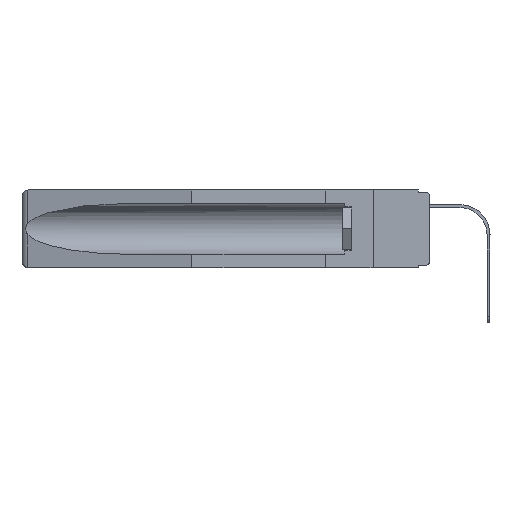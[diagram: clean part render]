
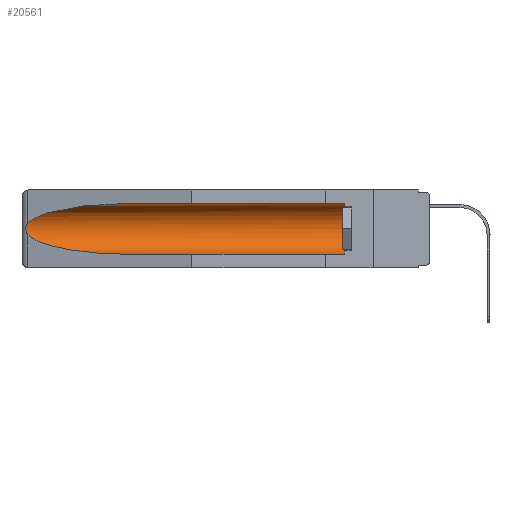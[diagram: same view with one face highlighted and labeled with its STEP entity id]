
A CAD part, left-side view. The second image highlights one B-rep face of the part: STEP entity #20561.
In plain terms, the highlighted cylindrical face has radius 2.857 mm (diameter 5.715 mm), a partial arc.
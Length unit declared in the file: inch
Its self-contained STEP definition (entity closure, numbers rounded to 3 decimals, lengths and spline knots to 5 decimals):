
#420 = ORIENTED_EDGE ( 'NONE', *, *, #20051, .T. ) ;
#882 = CARTESIAN_POINT ( 'NONE',  ( 0.155, 1.07973, -0.059 ) ) ;
#1194 = ORIENTED_EDGE ( 'NONE', *, *, #8837, .T. ) ;
#1784 = CARTESIAN_POINT ( 'NONE',  ( 0.155, 0.126, -0.1715 ) ) ;
#1894 = LINE ( 'NONE', #5489, #21809 ) ;
#2359 = EDGE_CURVE ( 'NONE', #9501, #6300, #21901, .T. ) ;
#3129 = DIRECTION ( 'NONE',  ( 0., 1., 0. ) ) ;
#3194 = EDGE_CURVE ( 'NONE', #18913, #6300, #6711, .T. ) ;
#3584 = CARTESIAN_POINT ( 'NONE',  ( 0.26537, 1.52718, -0.19328 ) ) ;
#3812 = CARTESIAN_POINT ( 'NONE',  ( 0.26655, 1.53094, -0.18657 ) ) ;
#4135 = CARTESIAN_POINT ( 'NONE',  ( 0.26537, 1.52718, -0.19328 ) ) ;
#4593 = CARTESIAN_POINT ( 'NONE',  ( 0.155, 0.126, -0.059 ) ) ;
#4898 = CARTESIAN_POINT ( 'NONE',  ( 0.21114, 1.30732, -0.059 ) ) ;
#5176 = ORIENTED_EDGE ( 'NONE', *, *, #17278, .T. ) ;
#5414 = CARTESIAN_POINT ( 'NONE',  ( 0.21114, 1.30732, -0.284 ) ) ;
#5489 = CARTESIAN_POINT ( 'NONE',  ( 0.155, -0.30754, -0.059 ) ) ;
#5655 = EDGE_LOOP ( 'NONE', ( #420, #1194, #6016, #22802, #11104, #5176 ) ) ;
#6016 = ORIENTED_EDGE ( 'NONE', *, *, #3194, .T. ) ;
#6275 = CYLINDRICAL_SURFACE ( 'NONE', #7402, 0.1125 ) ;
#6300 = VERTEX_POINT ( 'NONE', #21828 ) ;
#6307 = AXIS2_PLACEMENT_3D ( 'NONE', #1784, #14278, #14390 ) ;
#6702 = CIRCLE ( 'NONE', #6307, 0.1125 ) ;
#6711 =( BOUNDED_CURVE ( )  B_SPLINE_CURVE ( 3, ( #4135, #16543, #5414, #21817 ),
 .UNSPECIFIED., .F., .T. ) 
 B_SPLINE_CURVE_WITH_KNOTS ( ( 4, 4 ),
 ( 0.1948, 1.5708 ),
 .UNSPECIFIED. ) 
 CURVE ( )  GEOMETRIC_REPRESENTATION_ITEM ( )  RATIONAL_B_SPLINE_CURVE ( ( 1., 0.848, 0.848, 1. ) ) 
 REPRESENTATION_ITEM ( '' )  );
#6968 = CARTESIAN_POINT ( 'NONE',  ( 0.26597, 1.52961, -0.15275 ) ) ;
#7217 = CARTESIAN_POINT ( 'NONE',  ( 0.26537, 1.52718, -0.19328 ) ) ;
#7402 = AXIS2_PLACEMENT_3D ( 'NONE', #16937, #3129, #15650 ) ;
#8045 = CARTESIAN_POINT ( 'NONE',  ( 0.26537, 1.52718, -0.14972 ) ) ;
#8216 = VERTEX_POINT ( 'NONE', #13309 ) ;
#8837 = EDGE_CURVE ( 'NONE', #8216, #18913, #11810, .T. ) ;
#9501 = VERTEX_POINT ( 'NONE', #11129 ) ;
#10814 = CARTESIAN_POINT ( 'NONE',  ( 0.2675, 1.53308, -0.16763 ) ) ;
#11104 = ORIENTED_EDGE ( 'NONE', *, *, #21210, .T. ) ;
#11129 = CARTESIAN_POINT ( 'NONE',  ( 0.155, 0.126, -0.284 ) ) ;
#11807 = CARTESIAN_POINT ( 'NONE',  ( 0.25451, 1.48313, -0.09465 ) ) ;
#11810 = B_SPLINE_CURVE_WITH_KNOTS ( 'NONE', 3,
 ( #15868, #6968, #19858, #21382, #10814, #14317, #12458, #3812, #16320, #3584 ),
 .UNSPECIFIED., .F., .F.,
 ( 4, 2, 2, 2, 4 ),
 ( 0., 0.00029, 0.00058, 0.00087, 0.00117 ),
 .UNSPECIFIED. ) ;
#12408 = DIRECTION ( 'NONE',  ( 0., 1., 0. ) ) ;
#12458 = CARTESIAN_POINT ( 'NONE',  ( 0.2673, 1.53269, -0.17917 ) ) ;
#13309 = CARTESIAN_POINT ( 'NONE',  ( 0.26537, 1.52718, -0.14972 ) ) ;
#14278 = DIRECTION ( 'NONE',  ( 0., -1., 0. ) ) ;
#14317 = CARTESIAN_POINT ( 'NONE',  ( 0.2675, 1.53308, -0.17534 ) ) ;
#14390 = DIRECTION ( 'NONE',  ( 0., 0., 1. ) ) ;
#15650 = DIRECTION ( 'NONE',  ( 0., 0., 1. ) ) ;
#15868 = CARTESIAN_POINT ( 'NONE',  ( 0.26537, 1.52718, -0.14972 ) ) ;
#16320 = CARTESIAN_POINT ( 'NONE',  ( 0.26597, 1.5296, -0.19026 ) ) ;
#16543 = CARTESIAN_POINT ( 'NONE',  ( 0.25451, 1.48313, -0.24835 ) ) ;
#16805 = VERTEX_POINT ( 'NONE', #882 ) ;
#16937 = CARTESIAN_POINT ( 'NONE',  ( 0.155, -0.30754, -0.1715 ) ) ;
#17278 = EDGE_CURVE ( 'NONE', #18531, #16805, #1894, .T. ) ;
#17290 = FACE_OUTER_BOUND ( 'NONE', #5655, .T. ) ;
#17575 = VECTOR ( 'NONE', #20811, 39.37008 ) ;
#18531 = VERTEX_POINT ( 'NONE', #4593 ) ;
#18913 = VERTEX_POINT ( 'NONE', #7217 ) ;
#19858 = CARTESIAN_POINT ( 'NONE',  ( 0.26654, 1.53092, -0.15636 ) ) ;
#20051 = EDGE_CURVE ( 'NONE', #16805, #8216, #20314, .T. ) ;
#20266 = CARTESIAN_POINT ( 'NONE',  ( 0.155, -0.30754, -0.284 ) ) ;
#20314 =( BOUNDED_CURVE ( )  B_SPLINE_CURVE ( 3, ( #22367, #4898, #11807, #8045 ),
 .UNSPECIFIED., .F., .T. ) 
 B_SPLINE_CURVE_WITH_KNOTS ( ( 4, 4 ),
 ( 4.71239, 6.08839 ),
 .UNSPECIFIED. ) 
 CURVE ( )  GEOMETRIC_REPRESENTATION_ITEM ( )  RATIONAL_B_SPLINE_CURVE ( ( 1., 0.848, 0.848, 1. ) ) 
 REPRESENTATION_ITEM ( '' )  );
#20561 = ADVANCED_FACE ( 'NONE', ( #17290 ), #6275, .F. ) ;
#20811 = DIRECTION ( 'NONE',  ( 0., 1., 0. ) ) ;
#21210 = EDGE_CURVE ( 'NONE', #9501, #18531, #6702, .T. ) ;
#21382 = CARTESIAN_POINT ( 'NONE',  ( 0.2673, 1.5327, -0.16383 ) ) ;
#21809 = VECTOR ( 'NONE', #12408, 39.37008 ) ;
#21817 = CARTESIAN_POINT ( 'NONE',  ( 0.155, 1.07973, -0.284 ) ) ;
#21828 = CARTESIAN_POINT ( 'NONE',  ( 0.155, 1.07973, -0.284 ) ) ;
#21901 = LINE ( 'NONE', #20266, #17575 ) ;
#22367 = CARTESIAN_POINT ( 'NONE',  ( 0.155, 1.07973, -0.059 ) ) ;
#22802 = ORIENTED_EDGE ( 'NONE', *, *, #2359, .F. ) ;
